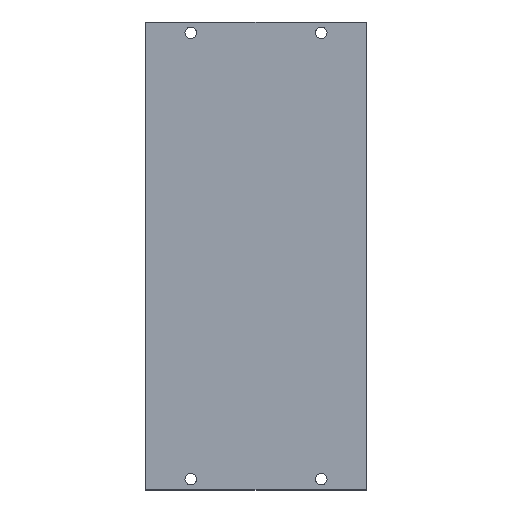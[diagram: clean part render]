
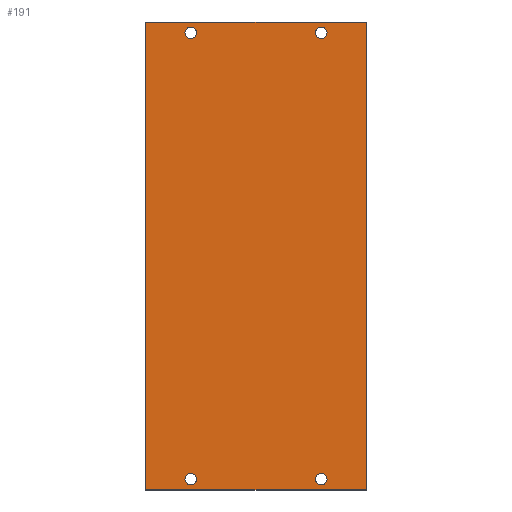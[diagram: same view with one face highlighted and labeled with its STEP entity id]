
A CAD part, top view. The second image highlights one B-rep face of the part: STEP entity #191.
In plain terms, the highlighted planar face has unit normal (0, 0, 1).
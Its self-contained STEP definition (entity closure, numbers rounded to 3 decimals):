
#28=CIRCLE('',#214,1.6);
#29=CIRCLE('',#216,1.6);
#30=CIRCLE('',#218,1.6);
#31=CIRCLE('',#220,1.6);
#64=ORIENTED_EDGE('',*,*,#90,.T.);
#65=ORIENTED_EDGE('',*,*,#89,.T.);
#66=ORIENTED_EDGE('',*,*,#88,.T.);
#67=ORIENTED_EDGE('',*,*,#87,.T.);
#68=ORIENTED_EDGE('',*,*,#81,.F.);
#69=ORIENTED_EDGE('',*,*,#91,.F.);
#70=ORIENTED_EDGE('',*,*,#85,.F.);
#71=ORIENTED_EDGE('',*,*,#83,.F.);
#81=EDGE_CURVE('',#100,#101,#113,.T.);
#83=EDGE_CURVE('',#101,#102,#115,.T.);
#85=EDGE_CURVE('',#102,#103,#117,.T.);
#87=EDGE_CURVE('',#104,#104,#28,.T.);
#88=EDGE_CURVE('',#105,#105,#29,.T.);
#89=EDGE_CURVE('',#106,#106,#30,.T.);
#90=EDGE_CURVE('',#107,#107,#31,.T.);
#91=EDGE_CURVE('',#103,#100,#119,.T.);
#100=VERTEX_POINT('',#293);
#101=VERTEX_POINT('',#295);
#102=VERTEX_POINT('',#299);
#103=VERTEX_POINT('',#303);
#104=VERTEX_POINT('',#307);
#105=VERTEX_POINT('',#310);
#106=VERTEX_POINT('',#313);
#107=VERTEX_POINT('',#316);
#113=LINE('',#294,#125);
#115=LINE('',#298,#127);
#117=LINE('',#302,#129);
#119=LINE('',#318,#131);
#125=VECTOR('',#242,1000.);
#127=VECTOR('',#246,1000.);
#129=VECTOR('',#250,1000.);
#131=VECTOR('',#270,1000.);
#149=EDGE_LOOP('',(#64));
#150=EDGE_LOOP('',(#65));
#151=EDGE_LOOP('',(#66));
#152=EDGE_LOOP('',(#67));
#153=EDGE_LOOP('',(#68,#69,#70,#71));
#171=FACE_BOUND('',#149,.T.);
#172=FACE_BOUND('',#150,.T.);
#173=FACE_BOUND('',#151,.T.);
#174=FACE_BOUND('',#152,.T.);
#175=FACE_BOUND('',#153,.T.);
#181=PLANE('',#222);
#191=ADVANCED_FACE('',(#171,#172,#173,#174,#175),#181,.F.);
#214=AXIS2_PLACEMENT_3D('',#306,#254,#255);
#216=AXIS2_PLACEMENT_3D('',#309,#258,#259);
#218=AXIS2_PLACEMENT_3D('',#312,#262,#263);
#220=AXIS2_PLACEMENT_3D('',#315,#266,#267);
#222=AXIS2_PLACEMENT_3D('',#319,#271,#272);
#242=DIRECTION('',(0.,-1.,0.));
#246=DIRECTION('',(-1.,0.,0.));
#250=DIRECTION('',(0.,1.,0.));
#254=DIRECTION('',(0.,0.,-1.));
#255=DIRECTION('',(1.,0.,0.));
#258=DIRECTION('',(0.,0.,-1.));
#259=DIRECTION('',(1.,0.,0.));
#262=DIRECTION('',(0.,0.,-1.));
#263=DIRECTION('',(-1.,0.,0.));
#266=DIRECTION('',(0.,0.,-1.));
#267=DIRECTION('',(-1.,0.,0.));
#270=DIRECTION('',(1.,0.,0.));
#271=DIRECTION('',(0.,0.,-1.));
#272=DIRECTION('',(-1.,0.,0.));
#293=CARTESIAN_POINT('',(30.3,64.25,3.));
#294=CARTESIAN_POINT('',(30.3,61.25,3.));
#295=CARTESIAN_POINT('',(30.3,-64.25,3.));
#298=CARTESIAN_POINT('',(25.4,-64.25,3.));
#299=CARTESIAN_POINT('',(-30.3,-64.25,3.));
#302=CARTESIAN_POINT('',(-30.3,-64.25,3.));
#303=CARTESIAN_POINT('',(-30.3,64.25,3.));
#306=CARTESIAN_POINT('',(-17.9,61.25,3.));
#307=CARTESIAN_POINT('',(-16.3,61.25,3.));
#309=CARTESIAN_POINT('',(-17.9,-61.25,3.));
#310=CARTESIAN_POINT('',(-16.3,-61.25,3.));
#312=CARTESIAN_POINT('',(17.9,-61.25,3.));
#313=CARTESIAN_POINT('',(16.3,-61.25,3.));
#315=CARTESIAN_POINT('',(17.9,61.25,3.));
#316=CARTESIAN_POINT('',(16.3,61.25,3.));
#318=CARTESIAN_POINT('',(-25.4,64.25,3.));
#319=CARTESIAN_POINT('',(0.,0.,3.));
